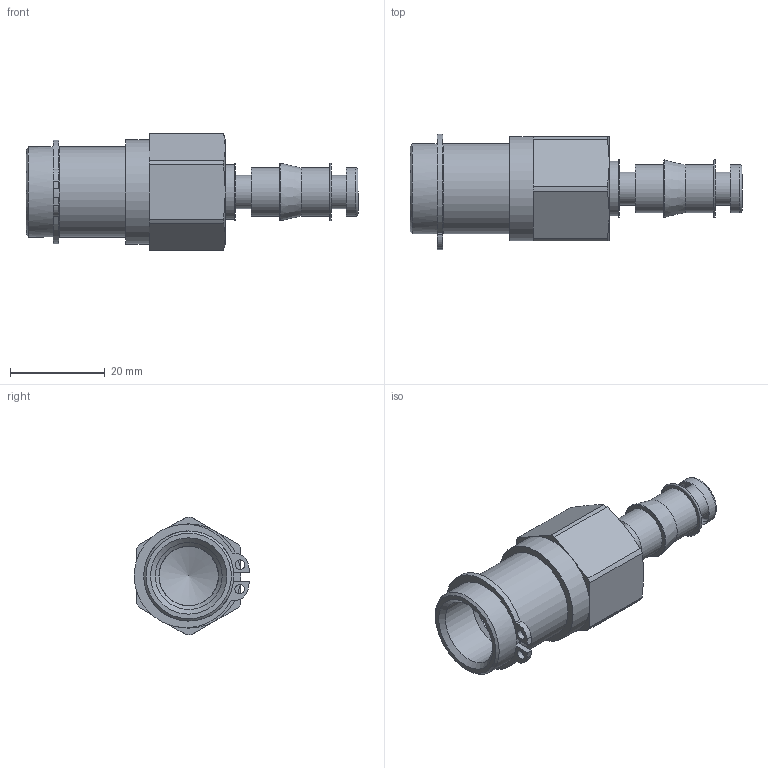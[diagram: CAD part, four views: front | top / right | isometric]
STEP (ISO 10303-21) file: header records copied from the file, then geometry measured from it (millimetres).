
FILE_DESCRIPTION(/* description */ (''),/* implementation_level */ '2;1');
FILE_NAME(/* name */ 'MKMF 10 T.stp',/* time_stamp */ '2023-04-25T09:53:44+02:00',/* author */ ('meier'),/* organization */ (''),/* preprocessor_version */ 'ST-DEVELOPER v18.1',/* originating_system */ 'Autodesk Inventor 2022',/* authorisation */ '0 mm^3');
FILE_SCHEMA (('AUTOMOTIVE_DESIGN { 1 0 10303 214 3 1 1 }'));
Length unit declared in the file: millimetre
Products named in the file (1): LUE_00038203
Bounding box: 70 x 24.33 x 24.8 mm (x, y, z)
Volume: 11373.8 mm3; surface area: 6905.7 mm2
Topology: 1 solids, 1 shells, 71 faces, 162 edges, 101 vertices
Faces by surface type: plane 31, cylinder 23, cone 13, torus 4
Full cylindrical faces by diameter (mm): 2 x2, 7 x1, 10.15 x3, 11.5 x1, 12.5 x1, 12.55 x1, 14.1 x1, 18 x1, 19 x2, 22 x1
Entity records: 2118 total; most frequent: DIRECTION 373, CARTESIAN_POINT 358, ORIENTED_EDGE 322, EDGE_CURVE 161, AXIS2_PLACEMENT_3D 152, VERTEX_POINT 101, EDGE_LOOP 84, CIRCLE 80
